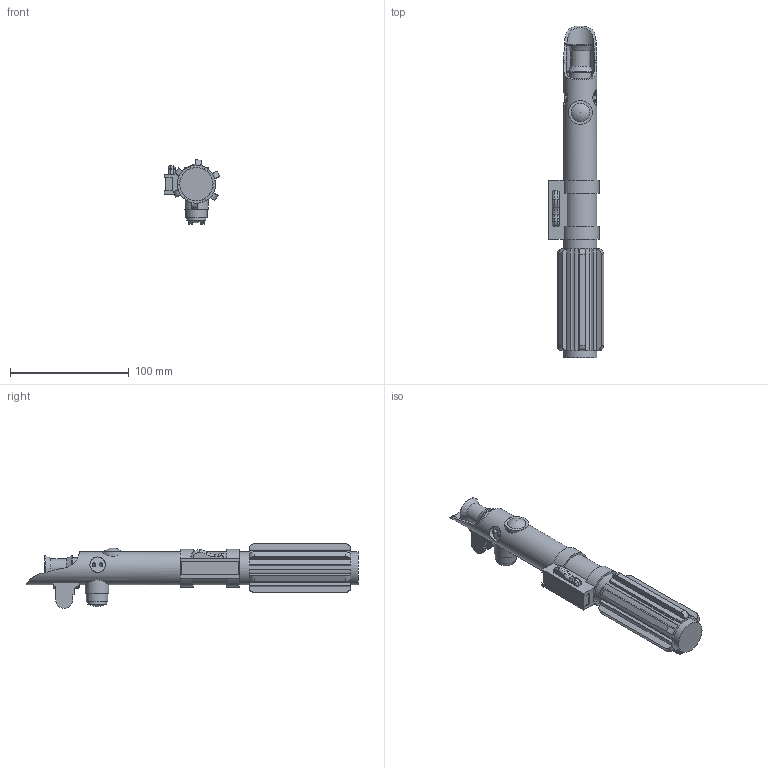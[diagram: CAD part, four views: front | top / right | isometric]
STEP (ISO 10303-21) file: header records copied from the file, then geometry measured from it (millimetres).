
FILE_DESCRIPTION(/* description */ (''),/* implementation_level */ '2;1');
FILE_NAME(/* name */ 'Lightsaber Final Assembly.stp',/* time_stamp */ '2022-08-16T10:20:53-04:00',/* author */ ('turbo'),/* organization */ (''),/* preprocessor_version */ 'ST-DEVELOPER v18.1',/* originating_system */ 'Autodesk Inventor 2022',/* authorisation */ '');
FILE_SCHEMA (('AUTOMOTIVE_DESIGN { 1 0 10303 214 3 1 1 }'));
Length unit declared in the file: millimetre
Products named in the file (13): Lightsaber Assembly 4; Grip Base; Grip; pin; Middle handle; top; Clip; Pin2; Button1; emitter; Button; Switch; button 3
Assembly tree (31 placements, depth 2):
  Lightsaber Assembly 4
    Grip  x6
    Grip Base
    pin  x12
    Middle handle
    top
    Clip
    Pin2  x4
    Button1
    emitter
    Button
    Switch
    button 3
Bounding box: 46.61 x 280 x 54.39 mm (x, y, z)
Volume: 181146.7 mm3; surface area: 73209 mm2
Topology: 31 solids, 35 shells, 389 faces, 779 edges, 524 vertices
Faces by surface type: plane 214, cylinder 144, torus 16, bspline 6, sphere 6, cone 3
Full cylindrical faces by diameter (mm): 2 x12, 3 x32, 4 x12, 6 x5, 8 x2, 10 x1, 13 x2, 16 x1, 16.226 x1, 18 x2, 20 x3, 24 x2, 28 x5, 32 x2
Entity records: 8664 total; most frequent: CARTESIAN_POINT 2337, DIRECTION 1222, ORIENTED_EDGE 1036, EDGE_CURVE 518, AXIS2_PLACEMENT_3D 484, VERTEX_POINT 348, EDGE_LOOP 308, STYLED_ITEM 260
